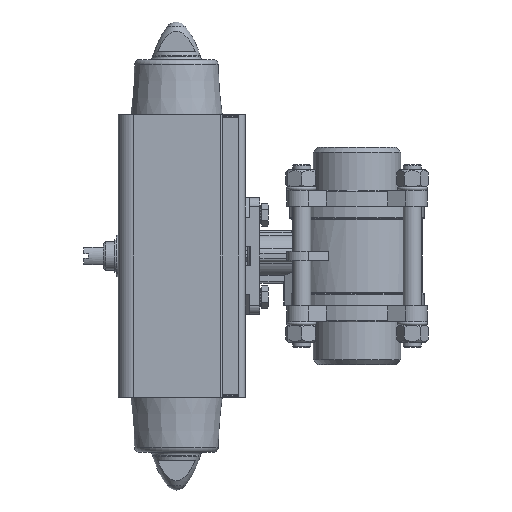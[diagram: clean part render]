
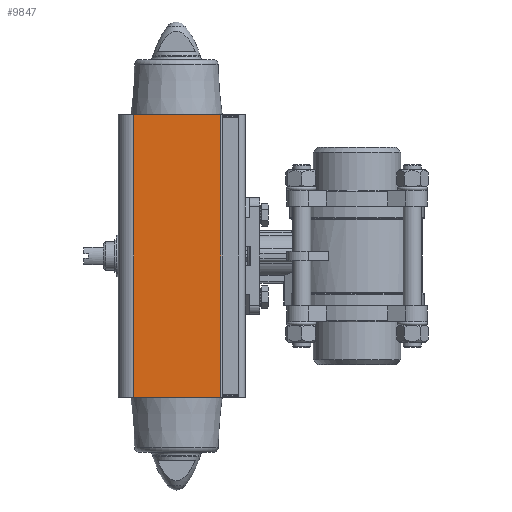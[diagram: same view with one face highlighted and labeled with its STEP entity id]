
A CAD part, left-side view. The second image highlights one B-rep face of the part: STEP entity #9847.
In plain terms, the highlighted planar face has unit normal (-1, 0, 0).
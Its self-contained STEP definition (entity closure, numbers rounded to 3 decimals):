
#2738=ORIENTED_EDGE('',*,*,#4519,.T.);
#2739=ORIENTED_EDGE('',*,*,#4560,.F.);
#2740=ORIENTED_EDGE('',*,*,#4540,.F.);
#2741=ORIENTED_EDGE('',*,*,#4561,.T.);
#4519=EDGE_CURVE('',#5600,#5599,#6384,.T.);
#4540=EDGE_CURVE('',#5616,#5617,#6392,.T.);
#4560=EDGE_CURVE('',#5617,#5599,#6396,.T.);
#4561=EDGE_CURVE('',#5616,#5600,#6397,.T.);
#5599=VERTEX_POINT('',#16867);
#5600=VERTEX_POINT('',#16869);
#5616=VERTEX_POINT('',#16907);
#5617=VERTEX_POINT('',#16909);
#6384=LINE('',#16868,#7104);
#6392=LINE('',#16908,#7112);
#6396=LINE('',#17026,#7116);
#6397=LINE('',#17027,#7117);
#7104=VECTOR('',#12981,1000.);
#7112=VECTOR('',#13019,1000.);
#7116=VECTOR('',#13051,1000.);
#7117=VECTOR('',#13052,1000.);
#7902=EDGE_LOOP('',(#2738,#2739,#2740,#2741));
#8773=FACE_BOUND('',#7902,.T.);
#9344=PLANE('',#10839);
#9847=ADVANCED_FACE('',(#8773),#9344,.F.);
#10839=AXIS2_PLACEMENT_3D('',#17025,#13049,#13050);
#12981=DIRECTION('',(0.,-1.,0.));
#13019=DIRECTION('',(0.,-1.,0.));
#13049=DIRECTION('',(1.,0.,0.));
#13050=DIRECTION('',(0.,0.,-1.));
#13051=DIRECTION('',(0.,0.,-1.));
#13052=DIRECTION('',(0.,0.,-1.));
#16867=CARTESIAN_POINT('',(-51.,-38.916,-123.8));
#16868=CARTESIAN_POINT('',(-51.,37.12,-123.8));
#16869=CARTESIAN_POINT('',(-51.,37.12,-123.8));
#16907=CARTESIAN_POINT('',(-51.,37.12,123.8));
#16908=CARTESIAN_POINT('',(-51.,37.12,123.8));
#16909=CARTESIAN_POINT('',(-51.,-38.916,123.8));
#17025=CARTESIAN_POINT('',(-51.,37.12,123.8));
#17026=CARTESIAN_POINT('',(-51.,-38.916,123.8));
#17027=CARTESIAN_POINT('',(-51.,37.12,123.8));
